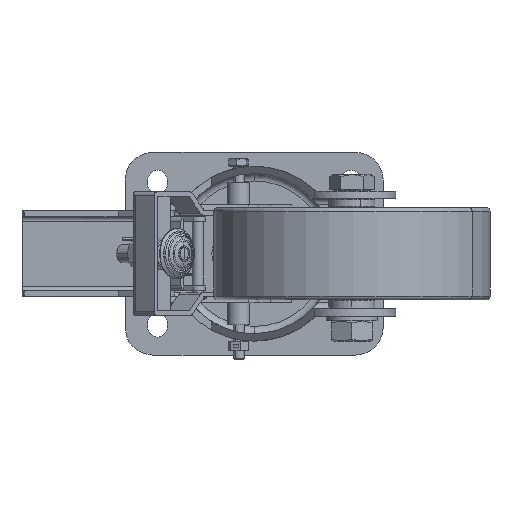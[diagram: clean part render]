
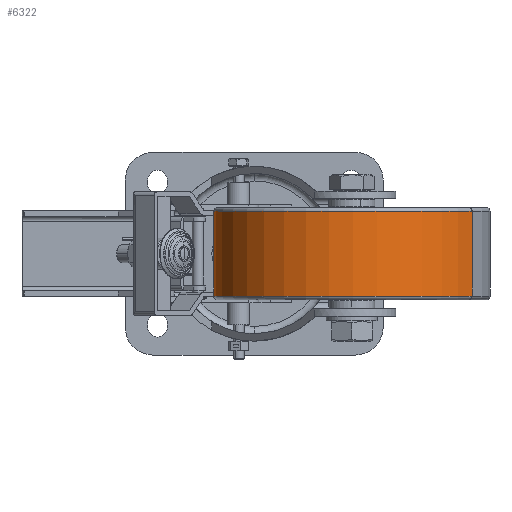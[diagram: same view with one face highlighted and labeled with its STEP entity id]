
A CAD part, front view. The second image highlights one B-rep face of the part: STEP entity #6322.
In plain terms, the highlighted cylindrical face has radius 75 mm (diameter 150 mm), a partial arc.
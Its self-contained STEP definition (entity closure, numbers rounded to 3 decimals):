
#117 = DIRECTION ( 'NONE',  ( 0., 0., -1. ) ) ;
#1187 = VERTEX_POINT ( 'NONE', #7479 ) ;
#2797 = ORIENTED_EDGE ( 'NONE', *, *, #29668, .T. ) ;
#4951 = CIRCLE ( 'NONE', #38887, 75. ) ;
#5498 = EDGE_CURVE ( 'NONE', #33783, #1187, #5978, .T. ) ;
#5978 = LINE ( 'NONE', #31070, #39611 ) ;
#6322 = ADVANCED_FACE ( 'NONE', ( #10633 ), #29313, .T. ) ;
#7479 = CARTESIAN_POINT ( 'NONE',  ( 118.291, -152.906, -23. ) ) ;
#8077 = VECTOR ( 'NONE', #117, 1000. ) ;
#9480 = DIRECTION ( 'NONE',  ( 0.871, -0.492, 0. ) ) ;
#10633 = FACE_OUTER_BOUND ( 'NONE', #12796, .T. ) ;
#12796 = EDGE_LOOP ( 'NONE', ( #31949, #33654, #2797, #24401 ) ) ;
#15381 = LINE ( 'NONE', #18777, #8077 ) ;
#15808 = CIRCLE ( 'NONE', #17709, 75. ) ;
#17709 = AXIS2_PLACEMENT_3D ( 'NONE', #38346, #26153, #35362 ) ;
#18777 = CARTESIAN_POINT ( 'NONE',  ( -12.291, -79.094, 0. ) ) ;
#20019 = CARTESIAN_POINT ( 'NONE',  ( 53., -116., 0. ) ) ;
#20353 = CARTESIAN_POINT ( 'NONE',  ( 118.291, -152.906, 23. ) ) ;
#22753 = EDGE_CURVE ( 'NONE', #28672, #1187, #15808, .T. ) ;
#24401 = ORIENTED_EDGE ( 'NONE', *, *, #22753, .T. ) ;
#26153 = DIRECTION ( 'NONE',  ( 0., 0., 1. ) ) ;
#27152 = CARTESIAN_POINT ( 'NONE',  ( -12.291, -79.094, -23. ) ) ;
#28672 = VERTEX_POINT ( 'NONE', #27152 ) ;
#29313 = CYLINDRICAL_SURFACE ( 'NONE', #38402, 75. ) ;
#29668 = EDGE_CURVE ( 'NONE', #32833, #28672, #15381, .T. ) ;
#31070 = CARTESIAN_POINT ( 'NONE',  ( 118.291, -152.906, 0. ) ) ;
#31949 = ORIENTED_EDGE ( 'NONE', *, *, #5498, .F. ) ;
#32833 = VERTEX_POINT ( 'NONE', #34273 ) ;
#33177 = CARTESIAN_POINT ( 'NONE',  ( 53., -116., 23. ) ) ;
#33654 = ORIENTED_EDGE ( 'NONE', *, *, #39486, .T. ) ;
#33783 = VERTEX_POINT ( 'NONE', #20353 ) ;
#33980 = DIRECTION ( 'NONE',  ( 0., 0., -1. ) ) ;
#34273 = CARTESIAN_POINT ( 'NONE',  ( -12.291, -79.094, 23. ) ) ;
#34535 = DIRECTION ( 'NONE',  ( 0., 0., -1. ) ) ;
#34746 = DIRECTION ( 'NONE',  ( -0.871, 0.492, 0. ) ) ;
#35362 = DIRECTION ( 'NONE',  ( -0.871, 0.492, 0. ) ) ;
#38346 = CARTESIAN_POINT ( 'NONE',  ( 53., -116., -23. ) ) ;
#38402 = AXIS2_PLACEMENT_3D ( 'NONE', #20019, #34535, #34746 ) ;
#38887 = AXIS2_PLACEMENT_3D ( 'NONE', #33177, #33980, #9480 ) ;
#39442 = DIRECTION ( 'NONE',  ( 0., 0., -1. ) ) ;
#39486 = EDGE_CURVE ( 'NONE', #33783, #32833, #4951, .T. ) ;
#39611 = VECTOR ( 'NONE', #39442, 1000. ) ;
